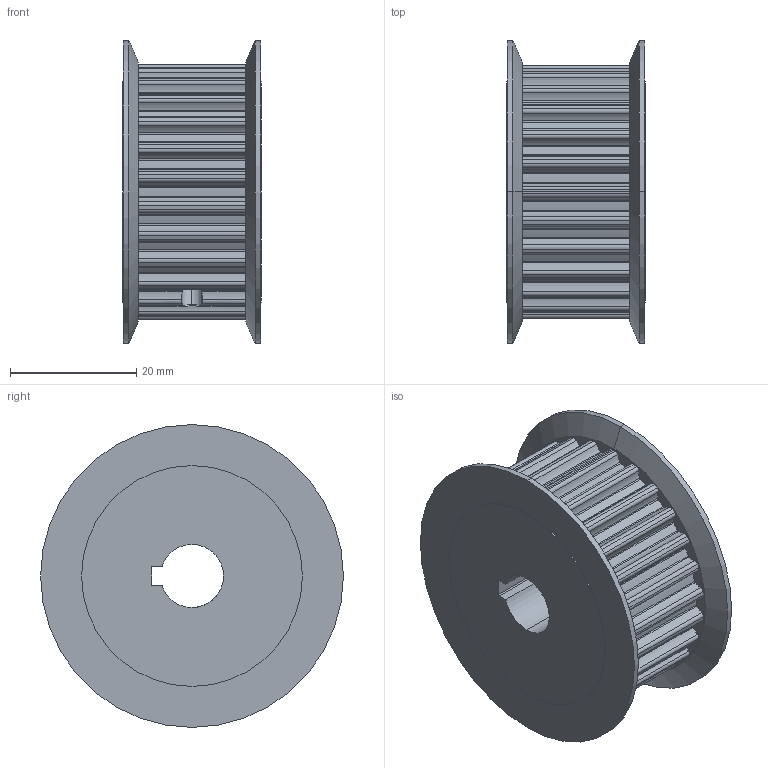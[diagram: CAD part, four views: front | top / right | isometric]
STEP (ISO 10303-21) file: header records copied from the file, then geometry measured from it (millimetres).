
FILE_DESCRIPTION (( 'STEP AP214' ), '1' );
FILE_NAME ('XSK5M-26Z-A15-A-N10.STEP', '2021-03-04T03:06:17', ( '' ), ( '' ), 'SwSTEP 2.0', 'SolidWorks 2016', '' );
FILE_SCHEMA (( 'AUTOMOTIVE_DESIGN' ));
Length unit declared in the file: millimetre
Products named in the file (1): XSK5M-26Z-A15-A-N10
Bounding box: 22 x 48 x 48 mm (x, y, z)
Volume: 25795.5 mm3; surface area: 9106.4 mm2
Topology: 1 solids, 1 shells, 253 faces, 746 edges, 496 vertices
Faces by surface type: cylinder 237, plane 12, cone 4
Entity records: 8968 total; most frequent: CARTESIAN_POINT 1748, DIRECTION 1668, ORIENTED_EDGE 1492, EDGE_CURVE 746, AXIS2_PLACEMENT_3D 704, VERTEX_POINT 496, CIRCLE 450, EDGE_LOOP 260
